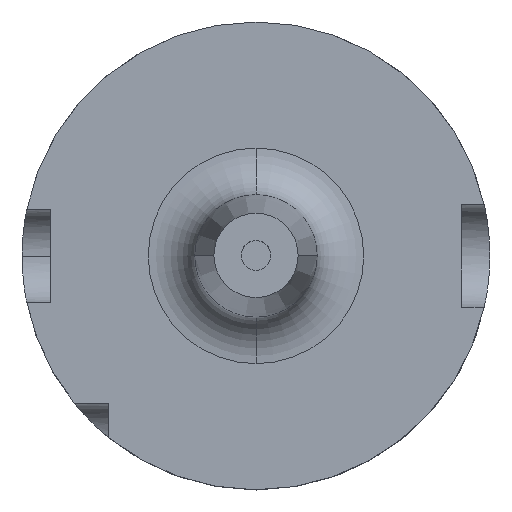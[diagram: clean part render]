
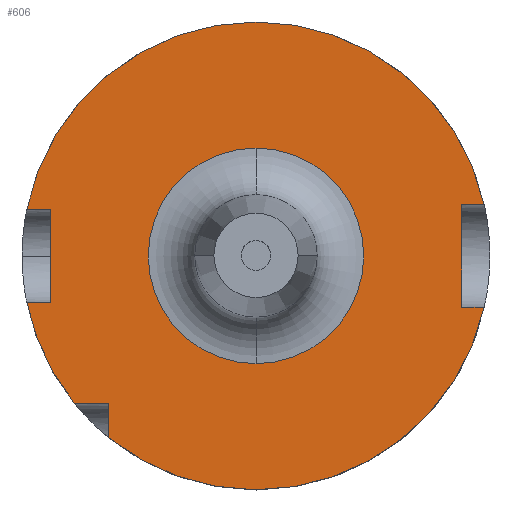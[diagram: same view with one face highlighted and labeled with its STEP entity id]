
A CAD part, top view. The second image highlights one B-rep face of the part: STEP entity #606.
In plain terms, the highlighted planar face has unit normal (0, 0, 1).
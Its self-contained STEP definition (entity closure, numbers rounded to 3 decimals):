
#13 = CARTESIAN_POINT ( 'NONE',  ( 0., 23.045, 29. ) ) ;
#28 = CARTESIAN_POINT ( 'NONE',  ( 44., -11., 29. ) ) ;
#42 = CARTESIAN_POINT ( 'NONE',  ( 48.775, -11., 29. ) ) ;
#94 = EDGE_CURVE ( 'NONE', #2078, #2606, #2572, .T. ) ;
#120 = DIRECTION ( 'NONE',  ( 0., -1., 0. ) ) ;
#128 = DIRECTION ( 'NONE',  ( -1., 0., 0. ) ) ;
#143 = EDGE_CURVE ( 'NONE', #1477, #1665, #2518, .T. ) ;
#149 = AXIS2_PLACEMENT_3D ( 'NONE', #773, #1122, #2442 ) ;
#205 = ORIENTED_EDGE ( 'NONE', *, *, #2710, .T. ) ;
#212 = VECTOR ( 'NONE', #1648, 1000. ) ;
#217 = ORIENTED_EDGE ( 'NONE', *, *, #1953, .F. ) ;
#222 = CARTESIAN_POINT ( 'NONE',  ( 0., 0., 29. ) ) ;
#223 = CARTESIAN_POINT ( 'NONE',  ( -44., 10., 29. ) ) ;
#306 = LINE ( 'NONE', #316, #1939 ) ;
#310 = AXIS2_PLACEMENT_3D ( 'NONE', #222, #1758, #443 ) ;
#316 = CARTESIAN_POINT ( 'NONE',  ( -31.5, 0., 29. ) ) ;
#424 = VECTOR ( 'NONE', #2627, 1000. ) ;
#443 = DIRECTION ( 'NONE',  ( 0., 1., 0. ) ) ;
#457 = DIRECTION ( 'NONE',  ( -1., 0., 0. ) ) ;
#467 = DIRECTION ( 'NONE',  ( 0., 0., -1. ) ) ;
#486 = LINE ( 'NONE', #504, #424 ) ;
#504 = CARTESIAN_POINT ( 'NONE',  ( 0., -31.5, 29. ) ) ;
#606 = ADVANCED_FACE ( 'NONE', ( #955, #2497 ), #2236, .T. ) ;
#641 = DIRECTION ( 'NONE',  ( 0., 1., 0. ) ) ;
#652 = DIRECTION ( 'NONE',  ( 1., 0., 0. ) ) ;
#653 = DIRECTION ( 'NONE',  ( 0., 0., -1. ) ) ;
#704 = EDGE_CURVE ( 'NONE', #2749, #1811, #2644, .T. ) ;
#741 = VERTEX_POINT ( 'NONE', #1066 ) ;
#749 = DIRECTION ( 'NONE',  ( 0., 0., -1. ) ) ;
#773 = CARTESIAN_POINT ( 'NONE',  ( 0., 0., 29. ) ) ;
#796 = ORIENTED_EDGE ( 'NONE', *, *, #2660, .T. ) ;
#832 = LINE ( 'NONE', #1883, #212 ) ;
#858 = VECTOR ( 'NONE', #128, 1000. ) ;
#875 = CARTESIAN_POINT ( 'NONE',  ( 0., 0., 29. ) ) ;
#884 = AXIS2_PLACEMENT_3D ( 'NONE', #2668, #1444, #120 ) ;
#887 = ORIENTED_EDGE ( 'NONE', *, *, #2142, .F. ) ;
#915 = VECTOR ( 'NONE', #457, 1000. ) ;
#924 = VERTEX_POINT ( 'NONE', #2126 ) ;
#939 = ORIENTED_EDGE ( 'NONE', *, *, #1347, .F. ) ;
#946 = VERTEX_POINT ( 'NONE', #1266 ) ;
#955 = FACE_BOUND ( 'NONE', #1475, .T. ) ;
#991 = LINE ( 'NONE', #28, #2046 ) ;
#1033 = CIRCLE ( 'NONE', #310, 50. ) ;
#1051 = DIRECTION ( 'NONE',  ( 0., -1., 0. ) ) ;
#1066 = CARTESIAN_POINT ( 'NONE',  ( -38.83, -31.5, 29. ) ) ;
#1097 = EDGE_CURVE ( 'NONE', #2243, #741, #486, .T. ) ;
#1122 = DIRECTION ( 'NONE',  ( 0., 0., -1. ) ) ;
#1200 = EDGE_CURVE ( 'NONE', #2012, #2606, #832, .T. ) ;
#1222 = EDGE_LOOP ( 'NONE', ( #1366, #1946, #217, #1329, #1888, #205, #1958, #887, #1456, #2007, #2552, #939 ) ) ;
#1224 = CARTESIAN_POINT ( 'NONE',  ( 44., -11., 29. ) ) ;
#1250 = CARTESIAN_POINT ( 'NONE',  ( 0., 11., 29. ) ) ;
#1266 = CARTESIAN_POINT ( 'NONE',  ( -31.5, -38.83, 29. ) ) ;
#1281 = CIRCLE ( 'NONE', #1515, 50. ) ;
#1320 = ORIENTED_EDGE ( 'NONE', *, *, #2444, .T. ) ;
#1329 = ORIENTED_EDGE ( 'NONE', *, *, #143, .T. ) ;
#1347 = EDGE_CURVE ( 'NONE', #741, #2078, #1814, .T. ) ;
#1366 = ORIENTED_EDGE ( 'NONE', *, *, #1097, .F. ) ;
#1427 = AXIS2_PLACEMENT_3D ( 'NONE', #875, #653, #641 ) ;
#1444 = DIRECTION ( 'NONE',  ( 0., 0., -1. ) ) ;
#1456 = ORIENTED_EDGE ( 'NONE', *, *, #1565, .F. ) ;
#1475 = EDGE_LOOP ( 'NONE', ( #1320, #796 ) ) ;
#1477 = VERTEX_POINT ( 'NONE', #42 ) ;
#1491 = VECTOR ( 'NONE', #652, 1000. ) ;
#1500 = LINE ( 'NONE', #2750, #915 ) ;
#1515 = AXIS2_PLACEMENT_3D ( 'NONE', #2015, #749, #2216 ) ;
#1565 = EDGE_CURVE ( 'NONE', #2012, #1602, #1500, .T. ) ;
#1580 = VERTEX_POINT ( 'NONE', #1627 ) ;
#1602 = VERTEX_POINT ( 'NONE', #2593 ) ;
#1613 = EDGE_CURVE ( 'NONE', #1580, #1665, #991, .T. ) ;
#1627 = CARTESIAN_POINT ( 'NONE',  ( 44., 11., 29. ) ) ;
#1648 = DIRECTION ( 'NONE',  ( 0., -1., 0. ) ) ;
#1665 = VERTEX_POINT ( 'NONE', #1224 ) ;
#1758 = DIRECTION ( 'NONE',  ( 0., 0., -1. ) ) ;
#1778 = CARTESIAN_POINT ( 'NONE',  ( 0., 0., 29. ) ) ;
#1811 = VERTEX_POINT ( 'NONE', #2730 ) ;
#1814 = CIRCLE ( 'NONE', #1427, 50. ) ;
#1833 = CARTESIAN_POINT ( 'NONE',  ( -31.5, -31.5, 29. ) ) ;
#1883 = CARTESIAN_POINT ( 'NONE',  ( -44., -10., 29. ) ) ;
#1884 = DIRECTION ( 'NONE',  ( 1., 0., 0. ) ) ;
#1888 = ORIENTED_EDGE ( 'NONE', *, *, #1613, .F. ) ;
#1939 = VECTOR ( 'NONE', #2656, 1000. ) ;
#1946 = ORIENTED_EDGE ( 'NONE', *, *, #2356, .F. ) ;
#1953 = EDGE_CURVE ( 'NONE', #1477, #946, #1033, .T. ) ;
#1958 = ORIENTED_EDGE ( 'NONE', *, *, #704, .F. ) ;
#1975 = CARTESIAN_POINT ( 'NONE',  ( 0., 0., 29. ) ) ;
#1987 = DIRECTION ( 'NONE',  ( 0., -1., 0. ) ) ;
#1995 = DIRECTION ( 'NONE',  ( 0., -1., 0. ) ) ;
#1998 = DIRECTION ( 'NONE',  ( 0., 0., 1. ) ) ;
#2007 = ORIENTED_EDGE ( 'NONE', *, *, #1200, .T. ) ;
#2012 = VERTEX_POINT ( 'NONE', #223 ) ;
#2013 = VECTOR ( 'NONE', #1884, 1000. ) ;
#2015 = CARTESIAN_POINT ( 'NONE',  ( 0., 0., 29. ) ) ;
#2046 = VECTOR ( 'NONE', #1051, 1000. ) ;
#2078 = VERTEX_POINT ( 'NONE', #2400 ) ;
#2082 = LINE ( 'NONE', #1250, #2013 ) ;
#2126 = CARTESIAN_POINT ( 'NONE',  ( 0., -23.045, 29. ) ) ;
#2142 = EDGE_CURVE ( 'NONE', #1602, #2749, #1281, .T. ) ;
#2152 = CIRCLE ( 'NONE', #884, 23.045 ) ;
#2216 = DIRECTION ( 'NONE',  ( 0., 1., 0. ) ) ;
#2236 = PLANE ( 'NONE',  #2410 ) ;
#2240 = CARTESIAN_POINT ( 'NONE',  ( -44., -10., 29. ) ) ;
#2243 = VERTEX_POINT ( 'NONE', #1833 ) ;
#2326 = CARTESIAN_POINT ( 'NONE',  ( 0., -10., 29. ) ) ;
#2356 = EDGE_CURVE ( 'NONE', #946, #2243, #306, .T. ) ;
#2397 = CIRCLE ( 'NONE', #2473, 23.045 ) ;
#2400 = CARTESIAN_POINT ( 'NONE',  ( -48.99, -10., 29. ) ) ;
#2410 = AXIS2_PLACEMENT_3D ( 'NONE', #1975, #1998, #1987 ) ;
#2434 = VERTEX_POINT ( 'NONE', #13 ) ;
#2442 = DIRECTION ( 'NONE',  ( 0., 1., 0. ) ) ;
#2444 = EDGE_CURVE ( 'NONE', #924, #2434, #2397, .T. ) ;
#2473 = AXIS2_PLACEMENT_3D ( 'NONE', #1778, #467, #1995 ) ;
#2475 = CARTESIAN_POINT ( 'NONE',  ( 0., 50., 29. ) ) ;
#2497 = FACE_OUTER_BOUND ( 'NONE', #1222, .T. ) ;
#2518 = LINE ( 'NONE', #2725, #858 ) ;
#2552 = ORIENTED_EDGE ( 'NONE', *, *, #94, .F. ) ;
#2572 = LINE ( 'NONE', #2326, #1491 ) ;
#2593 = CARTESIAN_POINT ( 'NONE',  ( -48.99, 10., 29. ) ) ;
#2606 = VERTEX_POINT ( 'NONE', #2240 ) ;
#2627 = DIRECTION ( 'NONE',  ( -1., 0., 0. ) ) ;
#2644 = CIRCLE ( 'NONE', #149, 50. ) ;
#2656 = DIRECTION ( 'NONE',  ( 0., 1., 0. ) ) ;
#2660 = EDGE_CURVE ( 'NONE', #2434, #924, #2152, .T. ) ;
#2668 = CARTESIAN_POINT ( 'NONE',  ( 0., 0., 29. ) ) ;
#2710 = EDGE_CURVE ( 'NONE', #1580, #1811, #2082, .T. ) ;
#2725 = CARTESIAN_POINT ( 'NONE',  ( 0., -11., 29. ) ) ;
#2730 = CARTESIAN_POINT ( 'NONE',  ( 48.775, 11., 29. ) ) ;
#2749 = VERTEX_POINT ( 'NONE', #2475 ) ;
#2750 = CARTESIAN_POINT ( 'NONE',  ( 0., 10., 29. ) ) ;
